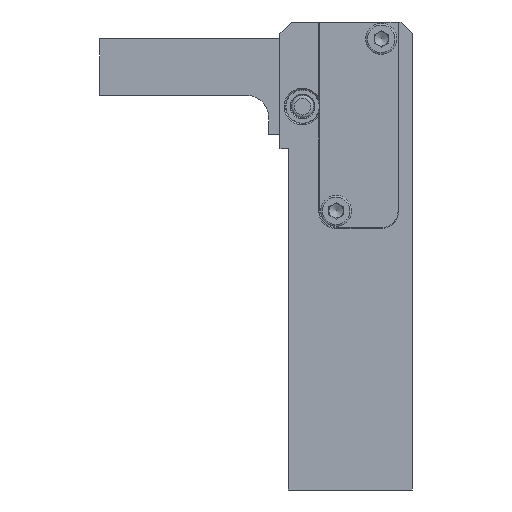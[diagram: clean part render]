
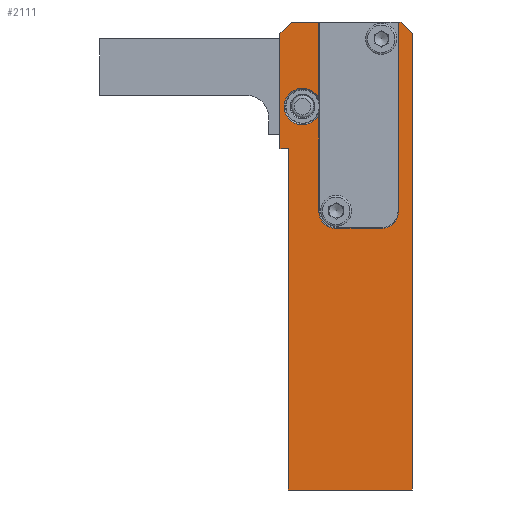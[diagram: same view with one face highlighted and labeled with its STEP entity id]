
A CAD part, front view. The second image highlights one B-rep face of the part: STEP entity #2111.
In plain terms, the highlighted planar face has unit normal (0, -1, 0).
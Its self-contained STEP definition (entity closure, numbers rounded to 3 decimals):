
#2 = LINE ( 'NONE', #4369, #1137 ) ;
#48 = VERTEX_POINT ( 'NONE', #4359 ) ;
#133 = EDGE_CURVE ( 'NONE', #1843, #6363, #873, .T. ) ;
#210 = CARTESIAN_POINT ( 'NONE',  ( -27.75, -7.5, 29. ) ) ;
#215 = EDGE_CURVE ( 'NONE', #4983, #969, #2286, .T. ) ;
#244 = DIRECTION ( 'NONE',  ( 1., 0., 0. ) ) ;
#310 = CARTESIAN_POINT ( 'NONE',  ( -1.75, -7.5, 35.5 ) ) ;
#313 = LINE ( 'NONE', #4348, #1604 ) ;
#358 = VECTOR ( 'NONE', #3803, 1000. ) ;
#364 = VECTOR ( 'NONE', #244, 1000. ) ;
#376 = CARTESIAN_POINT ( 'NONE',  ( -21.25, -7.5, 35.5 ) ) ;
#386 = DIRECTION ( 'NONE',  ( 0., 0., -1. ) ) ;
#499 = VERTEX_POINT ( 'NONE', #2493 ) ;
#704 = DIRECTION ( 'NONE',  ( 0., -1., 0. ) ) ;
#778 = AXIS2_PLACEMENT_3D ( 'NONE', #6898, #1811, #4065 ) ;
#781 = CARTESIAN_POINT ( 'NONE',  ( -13.35, -7.5, -1.1 ) ) ;
#786 = CARTESIAN_POINT ( 'NONE',  ( -19.25, -7.5, 20.5 ) ) ;
#837 = DIRECTION ( 'NONE',  ( 0., 0., 1. ) ) ;
#873 = LINE ( 'NONE', #5991, #364 ) ;
#904 = VECTOR ( 'NONE', #3060, 1000. ) ;
#969 = VERTEX_POINT ( 'NONE', #310 ) ;
#1115 = VERTEX_POINT ( 'NONE', #5502 ) ;
#1134 = CARTESIAN_POINT ( 'NONE',  ( -16.35, -7.5, 19.033 ) ) ;
#1137 = VECTOR ( 'NONE', #2817, 1000. ) ;
#1255 = EDGE_CURVE ( 'NONE', #2644, #3324, #5813, .T. ) ;
#1264 = EDGE_CURVE ( 'NONE', #48, #7104, #4352, .T. ) ;
#1371 = CARTESIAN_POINT ( 'NONE',  ( -22.5, -7.5, 13. ) ) ;
#1397 = LINE ( 'NONE', #4328, #2684 ) ;
#1416 = LINE ( 'NONE', #5971, #4448 ) ;
#1511 = VECTOR ( 'NONE', #6442, 1000. ) ;
#1514 = EDGE_CURVE ( 'NONE', #5353, #3658, #2, .T. ) ;
#1539 = ORIENTED_EDGE ( 'NONE', *, *, #6471, .T. ) ;
#1604 = VECTOR ( 'NONE', #386, 1000. ) ;
#1605 = ORIENTED_EDGE ( 'NONE', *, *, #1514, .T. ) ;
#1625 = CARTESIAN_POINT ( 'NONE',  ( 0.25, -7.5, -47.5 ) ) ;
#1811 = DIRECTION ( 'NONE',  ( 0., 1., 0. ) ) ;
#1843 = VERTEX_POINT ( 'NONE', #3833 ) ;
#1924 = VERTEX_POINT ( 'NONE', #4482 ) ;
#2024 = EDGE_CURVE ( 'NONE', #48, #6994, #4157, .T. ) ;
#2111 = ADVANCED_FACE ( 'NONE', ( #3404 ), #5866, .T. ) ;
#2146 = LINE ( 'NONE', #2782, #358 ) ;
#2187 = EDGE_CURVE ( 'NONE', #969, #499, #1416, .T. ) ;
#2201 = ORIENTED_EDGE ( 'NONE', *, *, #4147, .F. ) ;
#2282 = CARTESIAN_POINT ( 'NONE',  ( -2.25, -7.5, 17. ) ) ;
#2286 = LINE ( 'NONE', #4553, #6159 ) ;
#2337 = ORIENTED_EDGE ( 'NONE', *, *, #3472, .T. ) ;
#2465 = DIRECTION ( 'NONE',  ( 0., -1., 0. ) ) ;
#2493 = CARTESIAN_POINT ( 'NONE',  ( -2.25, -7.5, 35.5 ) ) ;
#2558 = ORIENTED_EDGE ( 'NONE', *, *, #2187, .T. ) ;
#2592 = EDGE_CURVE ( 'NONE', #1924, #5908, #5028, .T. ) ;
#2644 = VERTEX_POINT ( 'NONE', #376 ) ;
#2660 = CARTESIAN_POINT ( 'NONE',  ( -23.25, -7.5, 33.5 ) ) ;
#2666 = EDGE_CURVE ( 'NONE', #1115, #4781, #4853, .T. ) ;
#2684 = VECTOR ( 'NONE', #837, 1000. ) ;
#2782 = CARTESIAN_POINT ( 'NONE',  ( -12.35, -7.5, -1.1 ) ) ;
#2817 = DIRECTION ( 'NONE',  ( 0., 0., 1. ) ) ;
#2955 = CARTESIAN_POINT ( 'NONE',  ( -13.35, -7.5, 1.9 ) ) ;
#3033 = CARTESIAN_POINT ( 'NONE',  ( -5.25, -7.5, 1.9 ) ) ;
#3053 = EDGE_CURVE ( 'NONE', #6994, #5353, #3975, .T. ) ;
#3060 = DIRECTION ( 'NONE',  ( -1., 0., 0. ) ) ;
#3086 = EDGE_CURVE ( 'NONE', #3658, #2644, #6563, .T. ) ;
#3098 = CARTESIAN_POINT ( 'NONE',  ( -2.25, -7.5, 1.9 ) ) ;
#3176 = EDGE_CURVE ( 'NONE', #6363, #4983, #1397, .T. ) ;
#3324 = VERTEX_POINT ( 'NONE', #2660 ) ;
#3404 = FACE_OUTER_BOUND ( 'NONE', #6406, .T. ) ;
#3465 = DIRECTION ( 'NONE',  ( 0., 0., -1. ) ) ;
#3472 = EDGE_CURVE ( 'NONE', #4781, #1843, #5548, .T. ) ;
#3620 = DIRECTION ( 'NONE',  ( 1., 0., 0. ) ) ;
#3626 = AXIS2_PLACEMENT_3D ( 'NONE', #2955, #2465, #4732 ) ;
#3658 = VERTEX_POINT ( 'NONE', #3978 ) ;
#3726 = VECTOR ( 'NONE', #3620, 1000. ) ;
#3803 = DIRECTION ( 'NONE',  ( 1., 0., 0. ) ) ;
#3833 = CARTESIAN_POINT ( 'NONE',  ( -21.75, -7.5, -47.5 ) ) ;
#3852 = VECTOR ( 'NONE', #6592, 1000. ) ;
#3975 = CIRCLE ( 'NONE', #778, 3.25 ) ;
#3978 = CARTESIAN_POINT ( 'NONE',  ( -16.35, -7.5, 35.5 ) ) ;
#4065 = DIRECTION ( 'NONE',  ( 0., 0., -1. ) ) ;
#4147 = EDGE_CURVE ( 'NONE', #7104, #1924, #2146, .T. ) ;
#4157 = LINE ( 'NONE', #4643, #6098 ) ;
#4176 = CARTESIAN_POINT ( 'NONE',  ( -18.8, -7.5, 35.5 ) ) ;
#4328 = CARTESIAN_POINT ( 'NONE',  ( 0.25, -7.5, -7. ) ) ;
#4348 = CARTESIAN_POINT ( 'NONE',  ( -23.25, -7.5, 23.25 ) ) ;
#4352 = CIRCLE ( 'NONE', #3626, 3. ) ;
#4359 = CARTESIAN_POINT ( 'NONE',  ( -16.35, -7.5, 1.9 ) ) ;
#4369 = CARTESIAN_POINT ( 'NONE',  ( -16.35, -7.5, 17. ) ) ;
#4448 = VECTOR ( 'NONE', #7218, 1000. ) ;
#4454 = ORIENTED_EDGE ( 'NONE', *, *, #3086, .T. ) ;
#4482 = CARTESIAN_POINT ( 'NONE',  ( -5.25, -7.5, -1.1 ) ) ;
#4553 = CARTESIAN_POINT ( 'NONE',  ( -0.75, -7.5, 34.5 ) ) ;
#4643 = CARTESIAN_POINT ( 'NONE',  ( -16.35, -7.5, 17. ) ) ;
#4732 = DIRECTION ( 'NONE',  ( 0., 0., -1. ) ) ;
#4756 = ORIENTED_EDGE ( 'NONE', *, *, #133, .T. ) ;
#4778 = ORIENTED_EDGE ( 'NONE', *, *, #1255, .T. ) ;
#4781 = VERTEX_POINT ( 'NONE', #6329 ) ;
#4853 = LINE ( 'NONE', #1371, #3726 ) ;
#4983 = VERTEX_POINT ( 'NONE', #6279 ) ;
#5018 = ORIENTED_EDGE ( 'NONE', *, *, #1264, .F. ) ;
#5028 = CIRCLE ( 'NONE', #5960, 3. ) ;
#5099 = ORIENTED_EDGE ( 'NONE', *, *, #3176, .T. ) ;
#5140 = CARTESIAN_POINT ( 'NONE',  ( -16.35, -7.5, 21.967 ) ) ;
#5183 = LINE ( 'NONE', #2282, #7277 ) ;
#5234 = DIRECTION ( 'NONE',  ( 0., 0., -1. ) ) ;
#5314 = DIRECTION ( 'NONE',  ( 0., 0., 1. ) ) ;
#5353 = VERTEX_POINT ( 'NONE', #5140 ) ;
#5502 = CARTESIAN_POINT ( 'NONE',  ( -23.25, -7.5, 13. ) ) ;
#5548 = LINE ( 'NONE', #7261, #3852 ) ;
#5605 = EDGE_CURVE ( 'NONE', #3324, #1115, #313, .T. ) ;
#5634 = AXIS2_PLACEMENT_3D ( 'NONE', #786, #6788, #6223 ) ;
#5667 = DIRECTION ( 'NONE',  ( -0.707, 0., 0.707 ) ) ;
#5813 = LINE ( 'NONE', #210, #1511 ) ;
#5866 = PLANE ( 'NONE',  #5634 ) ;
#5908 = VERTEX_POINT ( 'NONE', #3098 ) ;
#5960 = AXIS2_PLACEMENT_3D ( 'NONE', #3033, #704, #5234 ) ;
#5971 = CARTESIAN_POINT ( 'NONE',  ( -2., -7.5, 35.5 ) ) ;
#5991 = CARTESIAN_POINT ( 'NONE',  ( -10.75, -7.5, -47.5 ) ) ;
#6006 = ORIENTED_EDGE ( 'NONE', *, *, #215, .T. ) ;
#6098 = VECTOR ( 'NONE', #5314, 1000. ) ;
#6159 = VECTOR ( 'NONE', #5667, 1000. ) ;
#6223 = DIRECTION ( 'NONE',  ( 0., 0., -1. ) ) ;
#6275 = ORIENTED_EDGE ( 'NONE', *, *, #2666, .T. ) ;
#6279 = CARTESIAN_POINT ( 'NONE',  ( 0.25, -7.5, 33.5 ) ) ;
#6329 = CARTESIAN_POINT ( 'NONE',  ( -21.75, -7.5, 13. ) ) ;
#6363 = VERTEX_POINT ( 'NONE', #1625 ) ;
#6406 = EDGE_LOOP ( 'NONE', ( #7176, #6866, #1605, #4454, #4778, #7017, #6275, #2337, #4756, #5099, #6006, #2558, #1539, #6670, #2201, #5018 ) ) ;
#6442 = DIRECTION ( 'NONE',  ( -0.707, 0., -0.707 ) ) ;
#6471 = EDGE_CURVE ( 'NONE', #499, #5908, #5183, .T. ) ;
#6563 = LINE ( 'NONE', #4176, #904 ) ;
#6592 = DIRECTION ( 'NONE',  ( 0., 0., -1. ) ) ;
#6670 = ORIENTED_EDGE ( 'NONE', *, *, #2592, .F. ) ;
#6788 = DIRECTION ( 'NONE',  ( 0., -1., 0. ) ) ;
#6866 = ORIENTED_EDGE ( 'NONE', *, *, #3053, .T. ) ;
#6898 = CARTESIAN_POINT ( 'NONE',  ( -19.25, -7.5, 20.5 ) ) ;
#6994 = VERTEX_POINT ( 'NONE', #1134 ) ;
#7017 = ORIENTED_EDGE ( 'NONE', *, *, #5605, .T. ) ;
#7104 = VERTEX_POINT ( 'NONE', #781 ) ;
#7176 = ORIENTED_EDGE ( 'NONE', *, *, #2024, .T. ) ;
#7218 = DIRECTION ( 'NONE',  ( -1., 0., 0. ) ) ;
#7261 = CARTESIAN_POINT ( 'NONE',  ( -21.75, -7.5, -17.25 ) ) ;
#7277 = VECTOR ( 'NONE', #3465, 1000. ) ;
